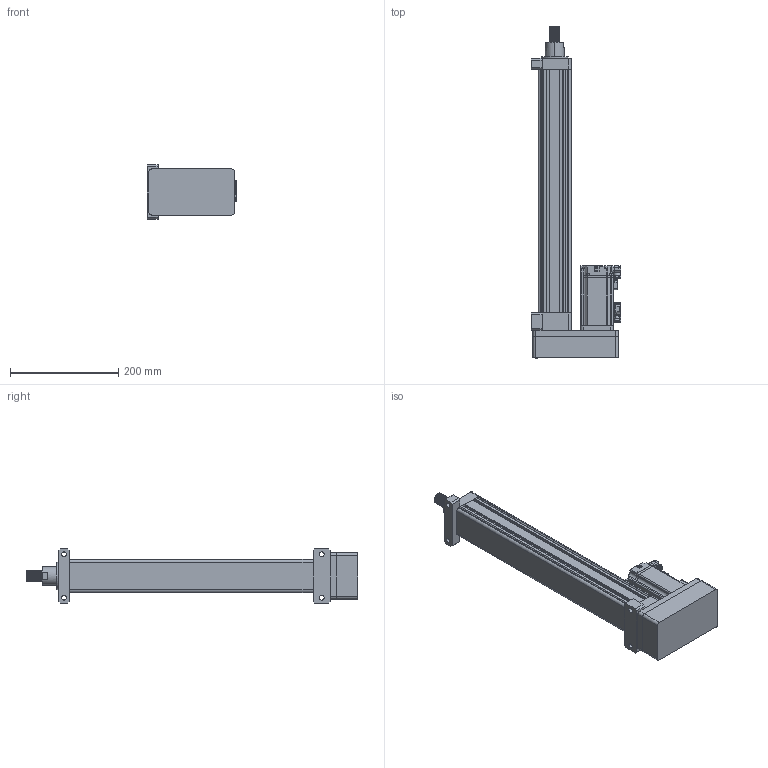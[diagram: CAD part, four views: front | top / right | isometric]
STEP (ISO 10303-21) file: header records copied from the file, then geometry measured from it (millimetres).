
FILE_DESCRIPTION (( 'STEP AP203' ), '1' );
FILE_NAME ('RLB60-5WS-2KN-R350-166mm-s.STEP', '2025-02-08T06:24:35', ( '微软用户' ), ( '微软中国' ), 'SwSTEP 2.0', 'SolidWorks 2022', '' );
FILE_SCHEMA (( 'CONFIG_CONTROL_DESIGN' ));
Length unit declared in the file: millimetre
Products named in the file (34): _1-SO-585340001_1_1_1.stp; MS1H1-40B30CB-A334Z_ASM_1-36033_ASM.stp; 22010150--1-SOLI00_1_1_1_1.stp; 22060240_2_1_1_1.stp; 60缸行程350卧式安装折叠; 31740004--1-SOLI00_1_1_1_1.stp; _1-SO-391790001_1_1_1.stp; _1-SO-750450001_1_1_1.stp; _1-SO-60001_1_1_1.stp; _1-SO-229040001_1_1_1.stp; 31900522--1-SOL000_1_1_1_1.stp; MS1H1-40B30CB-A334Z_ASM_1-35997_ASM.stp; _1-SO-403590001_1_1_1.stp; _1-SO-579730001_1_1_1.stp; 31100246--1-SOLI00_1_1_1_1.stp; _1-SO-195320001_1_1_1.stp; _1-SO-981200001_1_1_1.stp; 400W-3000带刹车; _60-1-SO0001_1_1_1_1.stp; MS1H1-40B30CB-(x)334Z.stp; _1-SO-16020001_1_1_1.stp; 30_1_1_1_1.stp; _1-SO-476400001_1_1_1.stp; _1-SO-126980001_1_1_1.stp; 10_1_1_1.stp; _1-SO-85180001_1_1_1.stp; 21E8-005-1072-P4_1_1_1_1.stp; 31090524--MS1H1-400001_1_1_1.stp; RLB60-5WS-2KN-R350-166mm-s; MS1H1-40B30CB-A334Z-S_ASM_1_ASM.stp; 31090647--1-SOL000_1_1_1.stp; _1-SO-576180001_1_1_1.stp; 21E8-005-1073-P4_1_1_1_1.stp; MS1H1-40B30CB-A334Z_1_ASM_1_ASM_ASM.stp
Assembly tree (34 placements, depth 8):
  RLB60-5WS-2KN-R350-166mm-s
    60缸行程350卧式安装折叠
    400W-3000带刹车
      MS1H1-40B30CB-(x)334Z.stp
        MS1H1-40B30CB-A334Z-S_ASM_1_ASM.stp
          MS1H1-40B30CB-A334Z_ASM_1-36033_ASM.stp
            MS1H1-40B30CB-A334Z_ASM_1-35997_ASM.stp
              MS1H1-40B30CB-A334Z_1_ASM_1_ASM_ASM.stp
                _1-SO-60001_1_1_1.stp
                _1-SO-16020001_1_1_1.stp
                _1-SO-85180001_1_1_1.stp
                31090524--MS1H1-400001_1_1_1.stp
                _1-SO-126980001_1_1_1.stp
                _1-SO-195320001_1_1_1.stp
                31090647--1-SOL000_1_1_1.stp
                _1-SO-229040001_1_1_1.stp
                31100246--1-SOLI00_1_1_1_1.stp
                _1-SO-391790001_1_1_1.stp
                _1-SO-403590001_1_1_1.stp
                22010150--1-SOLI00_1_1_1_1.stp
                30_1_1_1_1.stp
                _1-SO-476400001_1_1_1.stp
                31900522--1-SOL000_1_1_1_1.stp
                31740004--1-SOLI00_1_1_1_1.stp
                _1-SO-576180001_1_1_1.stp
                _1-SO-579730001_1_1_1.stp
                _1-SO-585340001_1_1_1.stp
                10_1_1_1.stp
                _1-SO-750450001_1_1_1.stp
                _60-1-SO0001_1_1_1_1.stp
                _1-SO-981200001_1_1_1.stp
          21E8-005-1072-P4_1_1_1_1.stp
          21E8-005-1073-P4_1_1_1_1.stp
          22060240_2_1_1_1.stp  x2
Bounding box: 165.1 x 613 x 100 mm (x, y, z)
Volume: 2027562.6 mm3; surface area: 400731 mm2
Topology: 26 solids, 31 shells, 2070 faces, 5560 edges, 3628 vertices
Faces by surface type: plane 1232, cylinder 630, torus 95, bspline 65, cone 44, sphere 4
Entity records: 74298 total; most frequent: CARTESIAN_POINT 19070, ORIENTED_EDGE 10976, DIRECTION 10551, EDGE_CURVE 5492, VERTEX_POINT 3584, VECTOR 3581, LINE 3581, AXIS2_PLACEMENT_3D 3485
